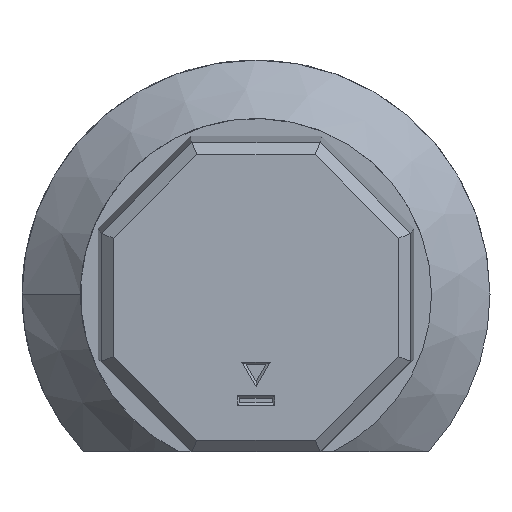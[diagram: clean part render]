
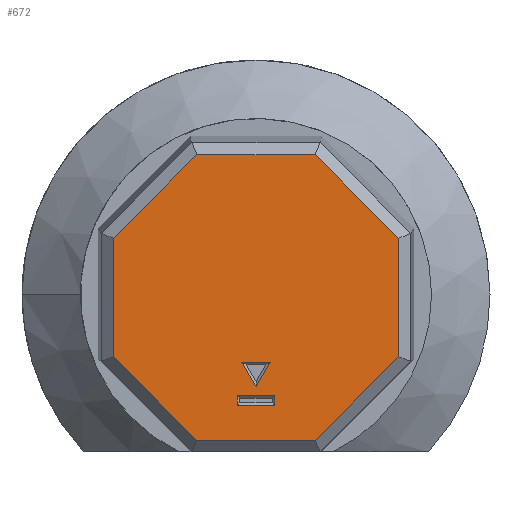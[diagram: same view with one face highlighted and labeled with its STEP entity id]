
A CAD part, front view. The second image highlights one B-rep face of the part: STEP entity #672.
In plain terms, the highlighted planar face has unit normal (0, -1, 0).
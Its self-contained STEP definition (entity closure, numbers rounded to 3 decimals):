
#42=CARTESIAN_POINT('',(0.,-79.575,0.625));
#43=VERTEX_POINT('',#42);
#50=CARTESIAN_POINT('',(0.6,-79.575,1.664));
#51=VERTEX_POINT('',#50);
#52=CARTESIAN_POINT('',(0.6,-79.575,1.664));
#53=DIRECTION('',(-0.5,-0.,-0.866));
#54=VECTOR('',#53,1.2);
#55=LINE('',#52,#54);
#56=EDGE_CURVE('',#51,#43,#55,.T.);
#81=CARTESIAN_POINT('',(-0.6,-79.575,1.664));
#82=VERTEX_POINT('',#81);
#83=CARTESIAN_POINT('',(-0.6,-79.575,1.664));
#84=DIRECTION('',(1.,0.,-0.));
#85=VECTOR('',#84,1.2);
#86=LINE('',#83,#85);
#87=EDGE_CURVE('',#82,#51,#86,.T.);
#110=CARTESIAN_POINT('',(0.,-79.575,0.625));
#111=DIRECTION('',(-0.5,0.,0.866));
#112=VECTOR('',#111,1.2);
#113=LINE('',#110,#112);
#114=EDGE_CURVE('',#43,#82,#113,.T.);
#146=CARTESIAN_POINT('',(0.8,-79.575,-0.175));
#147=VERTEX_POINT('',#146);
#154=CARTESIAN_POINT('',(0.8,-79.575,0.225));
#155=VERTEX_POINT('',#154);
#156=CARTESIAN_POINT('',(0.8,-79.575,0.225));
#157=DIRECTION('',(0.,-0.,-1.));
#158=VECTOR('',#157,0.4);
#159=LINE('',#156,#158);
#160=EDGE_CURVE('',#155,#147,#159,.T.);
#185=CARTESIAN_POINT('',(-0.8,-79.575,0.225));
#186=VERTEX_POINT('',#185);
#187=CARTESIAN_POINT('',(-0.8,-79.575,0.225));
#188=DIRECTION('',(1.,0.,-0.));
#189=VECTOR('',#188,1.6);
#190=LINE('',#187,#189);
#191=EDGE_CURVE('',#186,#155,#190,.T.);
#216=CARTESIAN_POINT('',(-0.8,-79.575,-0.175));
#217=VERTEX_POINT('',#216);
#218=CARTESIAN_POINT('',(-0.8,-79.575,-0.175));
#219=DIRECTION('',(-0.,0.,1.));
#220=VECTOR('',#219,0.4);
#221=LINE('',#218,#220);
#222=EDGE_CURVE('',#217,#186,#221,.T.);
#245=CARTESIAN_POINT('',(0.8,-79.575,-0.175));
#246=DIRECTION('',(-1.,-0.,0.));
#247=VECTOR('',#246,1.6);
#248=LINE('',#245,#247);
#249=EDGE_CURVE('',#147,#217,#248,.T.);
#282=CARTESIAN_POINT('',(-6.1,-79.575,6.952));
#283=VERTEX_POINT('',#282);
#290=CARTESIAN_POINT('',(-2.527,-79.575,10.525));
#291=VERTEX_POINT('',#290);
#292=CARTESIAN_POINT('',(-6.1,-79.575,6.952));
#293=DIRECTION('',(0.707,0.,0.707));
#294=VECTOR('',#293,5.053);
#295=LINE('',#292,#294);
#296=EDGE_CURVE('',#283,#291,#295,.T.);
#330=CARTESIAN_POINT('',(-6.1,-79.575,1.899));
#331=VERTEX_POINT('',#330);
#338=CARTESIAN_POINT('',(-6.1,-79.575,1.899));
#339=DIRECTION('',(0.,0.,1.));
#340=VECTOR('',#339,5.053);
#341=LINE('',#338,#340);
#342=EDGE_CURVE('',#331,#283,#341,.T.);
#369=CARTESIAN_POINT('',(-2.527,-79.575,-1.675));
#370=VERTEX_POINT('',#369);
#377=CARTESIAN_POINT('',(-2.527,-79.575,-1.675));
#378=DIRECTION('',(-0.707,-0.,0.707));
#379=VECTOR('',#378,5.053);
#380=LINE('',#377,#379);
#381=EDGE_CURVE('',#370,#331,#380,.T.);
#406=CARTESIAN_POINT('',(2.527,-79.575,-1.675));
#407=VERTEX_POINT('',#406);
#414=CARTESIAN_POINT('',(2.527,-79.575,-1.675));
#415=DIRECTION('',(-1.,-0.,0.));
#416=VECTOR('',#415,5.053);
#417=LINE('',#414,#416);
#418=EDGE_CURVE('',#407,#370,#417,.T.);
#429=CARTESIAN_POINT('',(6.1,-79.575,6.952));
#430=VERTEX_POINT('',#429);
#431=CARTESIAN_POINT('',(6.1,-79.575,1.899));
#432=VERTEX_POINT('',#431);
#433=CARTESIAN_POINT('',(6.1,-79.575,6.952));
#434=DIRECTION('',(0.,-0.,-1.));
#435=VECTOR('',#434,5.053);
#436=LINE('',#433,#435);
#437=EDGE_CURVE('',#430,#432,#436,.T.);
#492=CARTESIAN_POINT('',(6.1,-79.575,1.899));
#493=DIRECTION('',(-0.707,-0.,-0.707));
#494=VECTOR('',#493,5.053);
#495=LINE('',#492,#494);
#496=EDGE_CURVE('',#432,#407,#495,.T.);
#507=CARTESIAN_POINT('',(2.527,-79.575,10.525));
#508=VERTEX_POINT('',#507);
#509=CARTESIAN_POINT('',(2.527,-79.575,10.525));
#510=DIRECTION('',(0.707,-0.,-0.707));
#511=VECTOR('',#510,5.053);
#512=LINE('',#509,#511);
#513=EDGE_CURVE('',#508,#430,#512,.T.);
#546=CARTESIAN_POINT('',(-2.527,-79.575,10.525));
#547=DIRECTION('',(1.,0.,-0.));
#548=VECTOR('',#547,5.053);
#549=LINE('',#546,#548);
#550=EDGE_CURVE('',#291,#508,#549,.T.);
#646=CARTESIAN_POINT('',(0.,-79.575,4.425));
#647=DIRECTION('',(0.,-1.,0.));
#648=DIRECTION('',(1.,0.,-0.));
#649=AXIS2_PLACEMENT_3D('',#646,#647,#648);
#650=PLANE('',#649);
#651=ORIENTED_EDGE('',*,*,#437,.F.);
#652=ORIENTED_EDGE('',*,*,#513,.F.);
#653=ORIENTED_EDGE('',*,*,#550,.F.);
#654=ORIENTED_EDGE('',*,*,#296,.F.);
#655=ORIENTED_EDGE('',*,*,#342,.F.);
#656=ORIENTED_EDGE('',*,*,#381,.F.);
#657=ORIENTED_EDGE('',*,*,#418,.F.);
#658=ORIENTED_EDGE('',*,*,#496,.F.);
#659=EDGE_LOOP('',(#651,#652,#653,#654,#655,#656,#657,#658));
#660=FACE_BOUND('',#659,.T.);
#661=ORIENTED_EDGE('',*,*,#56,.T.);
#662=ORIENTED_EDGE('',*,*,#114,.T.);
#663=ORIENTED_EDGE('',*,*,#87,.T.);
#664=EDGE_LOOP('',(#661,#662,#663));
#665=FACE_BOUND('',#664,.T.);
#666=ORIENTED_EDGE('',*,*,#160,.T.);
#667=ORIENTED_EDGE('',*,*,#249,.T.);
#668=ORIENTED_EDGE('',*,*,#222,.T.);
#669=ORIENTED_EDGE('',*,*,#191,.T.);
#670=EDGE_LOOP('',(#666,#667,#668,#669));
#671=FACE_BOUND('',#670,.T.);
#672=ADVANCED_FACE('',(#660,#665,#671),#650,.T.);
